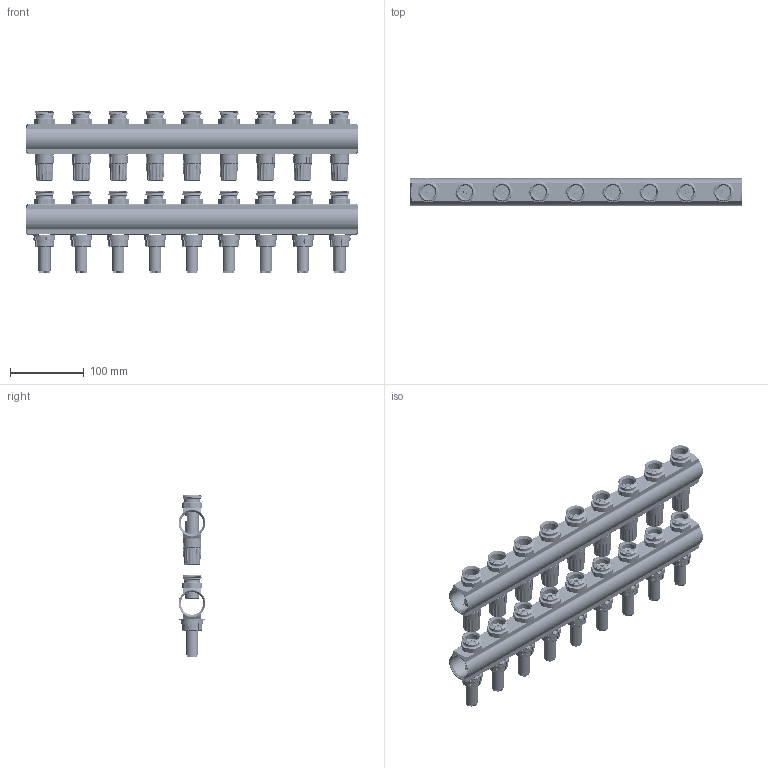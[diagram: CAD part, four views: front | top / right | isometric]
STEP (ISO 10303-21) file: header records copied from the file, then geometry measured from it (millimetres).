
FILE_DESCRIPTION((''),'2;1');
FILE_NAME('088U0529_ASM','2023-05-19T13:24:37',('U258971'),(''),'CREO PARAMETRIC BY PTC INC, 2020342','CREO PARAMETRIC BY PTC INC, 2020342','');
FILE_SCHEMA(('CONFIG_CONTROL_DESIGN'));
Length unit declared in the file: millimetre
Products named in the file (14): 088U7309-9LOOPS_2; 088U7308-9LOOPS_2; 013G1380_AF0_3; 013G0295___AF0_ASM_3_ASM; 013G0200__AF0_ASM_3_ASM; 013G0376-FOR-MANIFOLD_ASM_3_ASM; 088U7312_3; 013G0951_3; FM-B-05_3; FLOWMETERASSY_ASM_3_ASM; 088U7313_3; FM-A-08_3; 088U7302-9LOOPS_ASM_1_ASM; 088U0529_ASM
Assembly tree (61 placements, depth 4):
  088U0529_ASM
    088U7302-9LOOPS_ASM_1_ASM
      088U7309-9LOOPS_2
      088U7308-9LOOPS_2
      013G0376-FOR-MANIFOLD_ASM_3_ASM  x9
        013G1380_AF0_3
        013G0295___AF0_ASM_3_ASM
        013G0200__AF0_ASM_3_ASM
      088U7312_3  x9
      013G0951_3  x9
      FLOWMETERASSY_ASM_3_ASM  x9
        FM-B-05_3
      088U7313_3  x9
      FM-A-08_3  x9
Bounding box: 450 x 36.55 x 220.7 mm (x, y, z)
Volume: 644814.5 mm3; surface area: 522713.2 mm2
Topology: 56 solids, 107 shells, 13629 faces, 39748 edges, 26352 vertices
Faces by surface type: plane 5104, cylinder 3888, bspline 1872, cone 1492, torus 623, extrusion 524, sphere 126
Entity records: 103416 total; most frequent: CARTESIAN_POINT 42977, ORIENTED_EDGE 13838, DIRECTION 10496, EDGE_CURVE 7014, VERTEX_POINT 4676, AXIS2_PLACEMENT_3D 3824, B_SPLINE_CURVE_WITH_KNOTS 2988, VECTOR 2848
